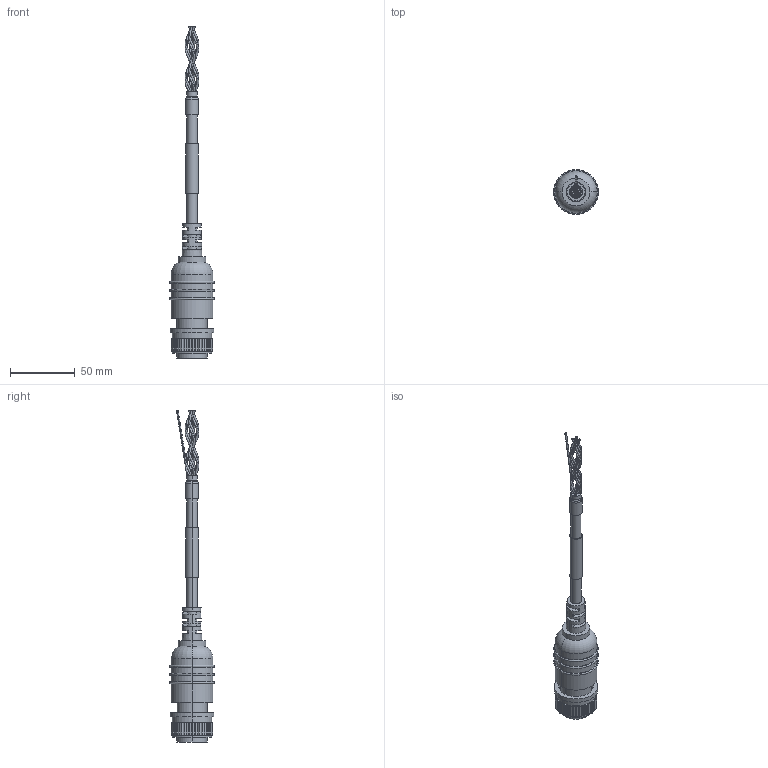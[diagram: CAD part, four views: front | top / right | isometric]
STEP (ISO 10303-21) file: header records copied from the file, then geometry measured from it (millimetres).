
FILE_DESCRIPTION (( 'STEP AP203' ), '1' );
FILE_NAME ('31186-18XX.STEP', '2019-02-26T18:39:15', ( '' ), ( '' ), 'SwSTEP 2.0', 'SolidWorks 2017', '' );
FILE_SCHEMA (( 'CONFIG_CONTROL_DESIGN' ));
Length unit declared in the file: inch
Products named in the file (1): 31186-18XX
Bounding box: 34.54 x 34.54 x 256.03 mm (x, y, z)
Volume: 61525.4 mm3; surface area: 25079 mm2
Topology: 3 solids, 3 shells, 310 faces, 879 edges, 588 vertices
Faces by surface type: plane 159, cylinder 110, bspline 27, torus 12, cone 2
Entity records: 27549 total; most frequent: CARTESIAN_POINT 19459, ORIENTED_EDGE 1758, DIRECTION 1600, EDGE_CURVE 879, AXIS2_PLACEMENT_3D 598, VERTEX_POINT 588, VECTOR 404, LINE 404
